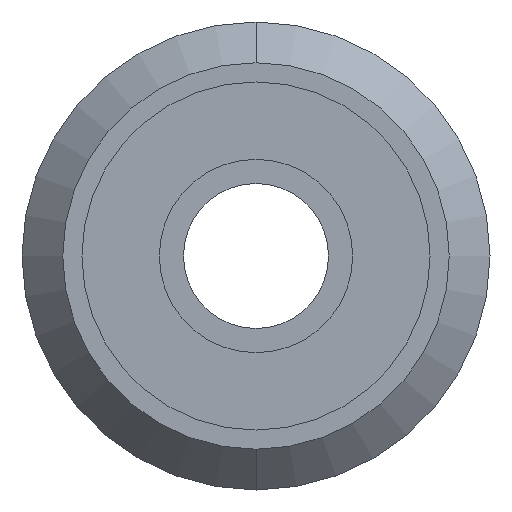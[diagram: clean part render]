
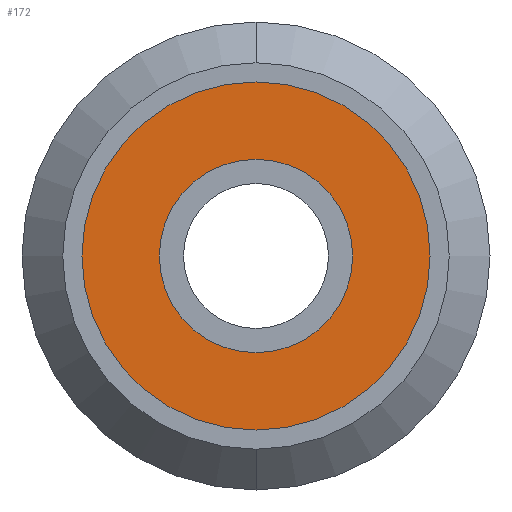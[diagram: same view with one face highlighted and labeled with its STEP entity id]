
A CAD part, front view. The second image highlights one B-rep face of the part: STEP entity #172.
In plain terms, the highlighted planar face has unit normal (0, -1, 0).
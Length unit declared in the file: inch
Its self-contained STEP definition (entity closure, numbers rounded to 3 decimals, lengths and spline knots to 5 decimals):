
#6 = DIRECTION ( 'NONE',  ( 0., -1., 0. ) ) ;
#13 = VERTEX_POINT ( 'NONE', #118 ) ;
#31 = CARTESIAN_POINT ( 'NONE',  ( 0., -0.2085, 0. ) ) ;
#43 = EDGE_CURVE ( 'NONE', #266, #13, #542, .T. ) ;
#79 = AXIS2_PLACEMENT_3D ( 'NONE', #322, #6, #372 ) ;
#80 = EDGE_LOOP ( 'NONE', ( #482, #87 ) ) ;
#84 = AXIS2_PLACEMENT_3D ( 'NONE', #304, #607, #85 ) ;
#85 = DIRECTION ( 'NONE',  ( 0., 0., 1. ) ) ;
#87 = ORIENTED_EDGE ( 'NONE', *, *, #598, .T. ) ;
#118 = CARTESIAN_POINT ( 'NONE',  ( 0., -0.2085, 0.25 ) ) ;
#132 = DIRECTION ( 'NONE',  ( 0., 1., 0. ) ) ;
#172 = ADVANCED_FACE ( 'NONE', ( #305, #327 ), #214, .T. ) ;
#183 = CARTESIAN_POINT ( 'NONE',  ( 0., -0.2085, 0. ) ) ;
#194 = DIRECTION ( 'NONE',  ( 0., 0., 1. ) ) ;
#214 = PLANE ( 'NONE',  #79 ) ;
#230 = DIRECTION ( 'NONE',  ( 0., 0., 1. ) ) ;
#243 = EDGE_LOOP ( 'NONE', ( #477, #534 ) ) ;
#266 = VERTEX_POINT ( 'NONE', #633 ) ;
#304 = CARTESIAN_POINT ( 'NONE',  ( 0., -0.2085, 0. ) ) ;
#305 = FACE_OUTER_BOUND ( 'NONE', #243, .T. ) ;
#322 = CARTESIAN_POINT ( 'NONE',  ( 0., -0.2085, 0. ) ) ;
#327 = FACE_BOUND ( 'NONE', #80, .T. ) ;
#331 = CIRCLE ( 'NONE', #84, 0.45 ) ;
#355 = CIRCLE ( 'NONE', #433, 0.45 ) ;
#367 = CARTESIAN_POINT ( 'NONE',  ( 0., -0.2085, -0.45 ) ) ;
#372 = DIRECTION ( 'NONE',  ( 0., 0., 1. ) ) ;
#378 = AXIS2_PLACEMENT_3D ( 'NONE', #31, #502, #194 ) ;
#398 = VERTEX_POINT ( 'NONE', #367 ) ;
#433 = AXIS2_PLACEMENT_3D ( 'NONE', #183, #543, #230 ) ;
#443 = CARTESIAN_POINT ( 'NONE',  ( 0., -0.2085, 0. ) ) ;
#477 = ORIENTED_EDGE ( 'NONE', *, *, #676, .F. ) ;
#482 = ORIENTED_EDGE ( 'NONE', *, *, #43, .T. ) ;
#486 = CIRCLE ( 'NONE', #503, 0.25 ) ;
#496 = DIRECTION ( 'NONE',  ( 0., 0., 1. ) ) ;
#502 = DIRECTION ( 'NONE',  ( 0., 1., 0. ) ) ;
#503 = AXIS2_PLACEMENT_3D ( 'NONE', #443, #132, #496 ) ;
#534 = ORIENTED_EDGE ( 'NONE', *, *, #576, .F. ) ;
#542 = CIRCLE ( 'NONE', #378, 0.25 ) ;
#543 = DIRECTION ( 'NONE',  ( 0., 1., 0. ) ) ;
#547 = CARTESIAN_POINT ( 'NONE',  ( 0., -0.2085, 0.45 ) ) ;
#576 = EDGE_CURVE ( 'NONE', #600, #398, #355, .T. ) ;
#598 = EDGE_CURVE ( 'NONE', #13, #266, #486, .T. ) ;
#600 = VERTEX_POINT ( 'NONE', #547 ) ;
#607 = DIRECTION ( 'NONE',  ( 0., 1., 0. ) ) ;
#633 = CARTESIAN_POINT ( 'NONE',  ( 0., -0.2085, -0.25 ) ) ;
#676 = EDGE_CURVE ( 'NONE', #398, #600, #331, .T. ) ;
